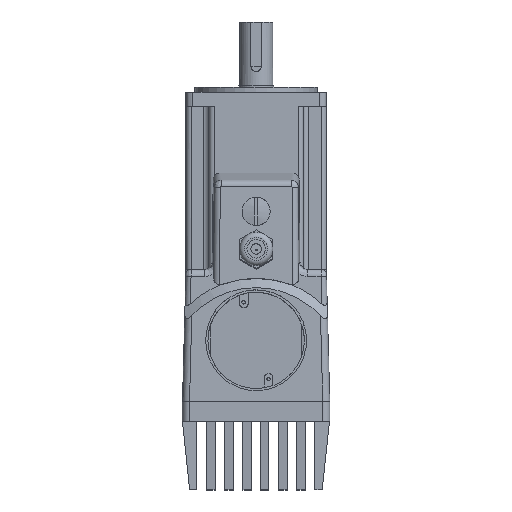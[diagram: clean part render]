
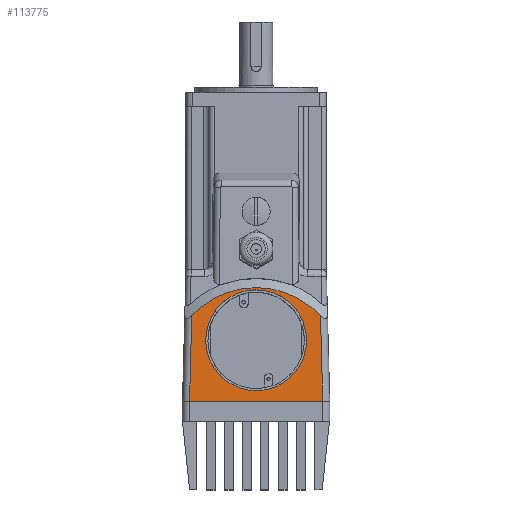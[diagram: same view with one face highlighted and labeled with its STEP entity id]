
A CAD part, top view. The second image highlights one B-rep face of the part: STEP entity #113775.
In plain terms, the highlighted planar face has unit normal (0, 0.026, 1).
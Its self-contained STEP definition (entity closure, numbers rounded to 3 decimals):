
#77404 = CONICAL_SURFACE('',#77405,25.,0.785);
#77405 = AXIS2_PLACEMENT_3D('',#77406,#77407,#77408);
#77406 = CARTESIAN_POINT('',(122.676,26.833,
    361.421));
#77407 = DIRECTION('',(0.,-0.026,
    -1.));
#77408 = DIRECTION('',(-1.,0.,0.));
#80279 = CYLINDRICAL_SURFACE('',#80280,4.);
#80280 = AXIS2_PLACEMENT_3D('',#80281,#80282,#80283);
#80281 = CARTESIAN_POINT('',(85.715,49.774,
    331.81));
#80282 = DIRECTION('',(-0.026,-0.999,
    0.026));
#80283 = DIRECTION('',(-0.707,0.037,0.706
    ));
#80291 = VERTEX_POINT('',#80292);
#80292 = CARTESIAN_POINT('',(85.984,60.132,
    335.54));
#80422 = EDGE_CURVE('',#80423,#80291,#80425,.T.);
#80423 = VERTEX_POINT('',#80424);
#80424 = CARTESIAN_POINT('',(159.369,60.132,
    335.54));
#80425 = SURFACE_CURVE('',#80426,(#80431,#80438),.PCURVE_S1.);
#80426 = CIRCLE('',#80427,50.);
#80427 = AXIS2_PLACEMENT_3D('',#80428,#80429,#80430);
#80428 = CARTESIAN_POINT('',(122.676,26.179,
    336.43));
#80429 = DIRECTION('',(0.,0.026,
    1.));
#80430 = DIRECTION('',(-1.,0.,0.));
#80431 = PCURVE('',#77404,#80432);
#80432 = DEFINITIONAL_REPRESENTATION('',(#80433),#80437);
#80433 = LINE('',#80434,#80435);
#80434 = CARTESIAN_POINT('',(6.283,25.));
#80435 = VECTOR('',#80436,1.);
#80436 = DIRECTION('',(-1.,0.));
#80437 = ( GEOMETRIC_REPRESENTATION_CONTEXT(2) 
PARAMETRIC_REPRESENTATION_CONTEXT() REPRESENTATION_CONTEXT('2D SPACE',''
  ) );
#80438 = PCURVE('',#80439,#80444);
#80439 = PLANE('',#80440);
#80440 = AXIS2_PLACEMENT_3D('',#80441,#80442,#80443);
#80441 = CARTESIAN_POINT('',(146.904,86.644,
    334.846));
#80442 = DIRECTION('',(0.,0.026,
    1.));
#80443 = DIRECTION('',(1.,0.,0.));
#80444 = DEFINITIONAL_REPRESENTATION('',(#80445),#80449);
#80445 = CIRCLE('',#80446,50.);
#80446 = AXIS2_PLACEMENT_2D('',#80447,#80448);
#80447 = CARTESIAN_POINT('',(-24.228,-60.486));
#80448 = DIRECTION('',(-1.,0.));
#80449 = ( GEOMETRIC_REPRESENTATION_CONTEXT(2) 
PARAMETRIC_REPRESENTATION_CONTEXT() REPRESENTATION_CONTEXT('2D SPACE',''
  ) );
#80532 = CYLINDRICAL_SURFACE('',#80533,4.);
#80533 = AXIS2_PLACEMENT_3D('',#80534,#80535,#80536);
#80534 = CARTESIAN_POINT('',(158.672,86.641,
    330.845));
#80535 = DIRECTION('',(-0.026,0.999,
    -0.026));
#80536 = DIRECTION('',(0.707,0.037,0.706)
  );
#85070 = PLANE('',#85071);
#85071 = AXIS2_PLACEMENT_3D('',#85072,#85073,#85074);
#85072 = CARTESIAN_POINT('',(162.676,11.5,329.348));
#85073 = DIRECTION('',(0.,-1.,0.));
#85074 = DIRECTION('',(-1.,0.,0.));
#94825 = CYLINDRICAL_SURFACE('',#94826,28.75);
#94826 = AXIS2_PLACEMENT_3D('',#94827,#94828,#94829);
#94827 = CARTESIAN_POINT('',(122.676,46.122,
    334.007));
#94828 = DIRECTION('',(0.,-0.026,
    -1.));
#94829 = DIRECTION('',(0.,1.,
    -0.026));
#98707 = EDGE_CURVE('',#98708,#98710,#98712,.T.);
#98708 = VERTEX_POINT('',#98709);
#98709 = CARTESIAN_POINT('',(160.643,11.5,336.814));
#98710 = VERTEX_POINT('',#98711);
#98711 = CARTESIAN_POINT('',(84.71,11.5,336.814));
#98712 = SURFACE_CURVE('',#98713,(#98717,#98724),.PCURVE_S1.);
#98713 = LINE('',#98714,#98715);
#98714 = CARTESIAN_POINT('',(162.676,11.5,336.814));
#98715 = VECTOR('',#98716,1.);
#98716 = DIRECTION('',(-1.,0.,0.));
#98717 = PCURVE('',#85070,#98718);
#98718 = DEFINITIONAL_REPRESENTATION('',(#98719),#98723);
#98719 = LINE('',#98720,#98721);
#98720 = CARTESIAN_POINT('',(0.,-7.466));
#98721 = VECTOR('',#98722,1.);
#98722 = DIRECTION('',(1.,0.));
#98723 = ( GEOMETRIC_REPRESENTATION_CONTEXT(2) 
PARAMETRIC_REPRESENTATION_CONTEXT() REPRESENTATION_CONTEXT('2D SPACE',''
  ) );
#98724 = PCURVE('',#80439,#98725);
#98725 = DEFINITIONAL_REPRESENTATION('',(#98726),#98730);
#98726 = LINE('',#98727,#98728);
#98727 = CARTESIAN_POINT('',(15.772,-75.17));
#98728 = VECTOR('',#98729,1.);
#98729 = DIRECTION('',(-1.,0.));
#98730 = ( GEOMETRIC_REPRESENTATION_CONTEXT(2) 
PARAMETRIC_REPRESENTATION_CONTEXT() REPRESENTATION_CONTEXT('2D SPACE',''
  ) );
#113713 = VERTEX_POINT('',#113714);
#113714 = CARTESIAN_POINT('',(121.924,74.902,
    335.154));
#113734 = EDGE_CURVE('',#113713,#113713,#113735,.T.);
#113735 = SURFACE_CURVE('',#113736,(#113741,#113748),.PCURVE_S1.);
#113736 = CIRCLE('',#113737,28.75);
#113737 = AXIS2_PLACEMENT_3D('',#113738,#113739,#113740);
#113738 = CARTESIAN_POINT('',(122.676,46.172,
    335.906));
#113739 = DIRECTION('',(0.,-0.026,
    -1.));
#113740 = DIRECTION('',(-0.026,0.999,
    -0.026));
#113741 = PCURVE('',#94825,#113742);
#113742 = DEFINITIONAL_REPRESENTATION('',(#113743),#113747);
#113743 = LINE('',#113744,#113745);
#113744 = CARTESIAN_POINT('',(6.257,-1.9));
#113745 = VECTOR('',#113746,1.);
#113746 = DIRECTION('',(1.,0.));
#113747 = ( GEOMETRIC_REPRESENTATION_CONTEXT(2) 
PARAMETRIC_REPRESENTATION_CONTEXT() REPRESENTATION_CONTEXT('2D SPACE',''
  ) );
#113748 = PCURVE('',#80439,#113749);
#113749 = DEFINITIONAL_REPRESENTATION('',(#113750),#113758);
#113750 = ( BOUNDED_CURVE() B_SPLINE_CURVE(2,(#113751,#113752,#113753,
    #113754,#113755,#113756,#113757),.UNSPECIFIED.,.T.,.F.) 
B_SPLINE_CURVE_WITH_KNOTS((1,2,2,2,2,1),(-2.094,0.,
    2.094,4.189,6.283,8.378),
.UNSPECIFIED.) CURVE() GEOMETRIC_REPRESENTATION_ITEM() 
RATIONAL_B_SPLINE_CURVE((1.,0.5,1.,0.5,1.,0.5,1.)) REPRESENTATION_ITEM(
  '') );
#113751 = CARTESIAN_POINT('',(-24.98,-11.746));
#113752 = CARTESIAN_POINT('',(24.8,-10.443));
#113753 = CARTESIAN_POINT('',(1.038,-54.205));
#113754 = CARTESIAN_POINT('',(-22.723,-97.966));
#113755 = CARTESIAN_POINT('',(-48.741,-55.508));
#113756 = CARTESIAN_POINT('',(-74.759,-13.049));
#113757 = CARTESIAN_POINT('',(-24.98,-11.746));
#113758 = ( GEOMETRIC_REPRESENTATION_CONTEXT(2) 
PARAMETRIC_REPRESENTATION_CONTEXT() REPRESENTATION_CONTEXT('2D SPACE',''
  ) );
#113775 = ADVANCED_FACE('',(#113776,#113822),#80439,.T.);
#113776 = FACE_BOUND('',#113777,.T.);
#113777 = EDGE_LOOP('',(#113778,#113799,#113800,#113821));
#113778 = ORIENTED_EDGE('',*,*,#113779,.F.);
#113779 = EDGE_CURVE('',#80423,#98708,#113780,.T.);
#113780 = SURFACE_CURVE('',#113781,(#113785,#113792),.PCURVE_S1.);
#113781 = LINE('',#113782,#113783);
#113782 = CARTESIAN_POINT('',(158.672,86.746,
    334.844));
#113783 = VECTOR('',#113784,1.);
#113784 = DIRECTION('',(0.026,-0.999,
    0.026));
#113785 = PCURVE('',#80439,#113786);
#113786 = DEFINITIONAL_REPRESENTATION('',(#113787),#113791);
#113787 = LINE('',#113788,#113789);
#113788 = CARTESIAN_POINT('',(11.768,0.102));
#113789 = VECTOR('',#113790,1.);
#113790 = DIRECTION('',(0.026,-1.));
#113791 = ( GEOMETRIC_REPRESENTATION_CONTEXT(2) 
PARAMETRIC_REPRESENTATION_CONTEXT() REPRESENTATION_CONTEXT('2D SPACE',''
  ) );
#113792 = PCURVE('',#80532,#113793);
#113793 = DEFINITIONAL_REPRESENTATION('',(#113794),#113798);
#113794 = LINE('',#113795,#113796);
#113795 = CARTESIAN_POINT('',(-0.785,0.));
#113796 = VECTOR('',#113797,1.);
#113797 = DIRECTION('',(0.,-1.));
#113798 = ( GEOMETRIC_REPRESENTATION_CONTEXT(2) 
PARAMETRIC_REPRESENTATION_CONTEXT() REPRESENTATION_CONTEXT('2D SPACE',''
  ) );
#113799 = ORIENTED_EDGE('',*,*,#80422,.T.);
#113800 = ORIENTED_EDGE('',*,*,#113801,.F.);
#113801 = EDGE_CURVE('',#98710,#80291,#113802,.T.);
#113802 = SURFACE_CURVE('',#113803,(#113807,#113814),.PCURVE_S1.);
#113803 = LINE('',#113804,#113805);
#113804 = CARTESIAN_POINT('',(85.715,49.879,
    335.809));
#113805 = VECTOR('',#113806,1.);
#113806 = DIRECTION('',(0.026,0.999,
    -0.026));
#113807 = PCURVE('',#80439,#113808);
#113808 = DEFINITIONAL_REPRESENTATION('',(#113809),#113813);
#113809 = LINE('',#113810,#113811);
#113810 = CARTESIAN_POINT('',(-61.189,-36.777));
#113811 = VECTOR('',#113812,1.);
#113812 = DIRECTION('',(0.026,1.));
#113813 = ( GEOMETRIC_REPRESENTATION_CONTEXT(2) 
PARAMETRIC_REPRESENTATION_CONTEXT() REPRESENTATION_CONTEXT('2D SPACE',''
  ) );
#113814 = PCURVE('',#80279,#113815);
#113815 = DEFINITIONAL_REPRESENTATION('',(#113816),#113820);
#113816 = LINE('',#113817,#113818);
#113817 = CARTESIAN_POINT('',(-0.785,0.));
#113818 = VECTOR('',#113819,1.);
#113819 = DIRECTION('',(0.,-1.));
#113820 = ( GEOMETRIC_REPRESENTATION_CONTEXT(2) 
PARAMETRIC_REPRESENTATION_CONTEXT() REPRESENTATION_CONTEXT('2D SPACE',''
  ) );
#113821 = ORIENTED_EDGE('',*,*,#98707,.F.);
#113822 = FACE_BOUND('',#113823,.T.);
#113823 = EDGE_LOOP('',(#113824));
#113824 = ORIENTED_EDGE('',*,*,#113734,.T.);
